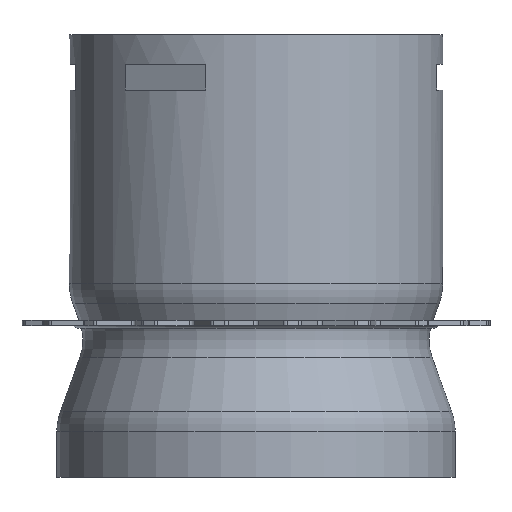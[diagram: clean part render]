
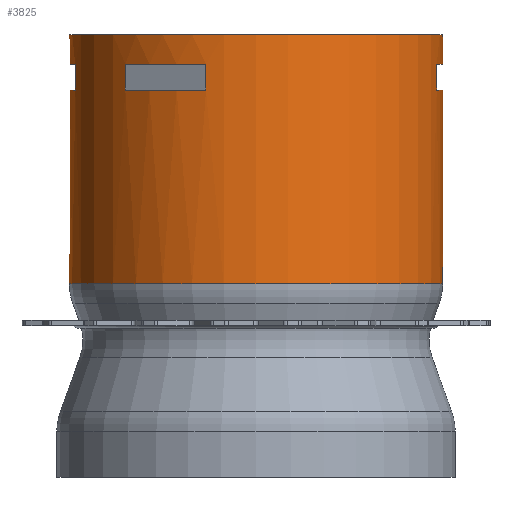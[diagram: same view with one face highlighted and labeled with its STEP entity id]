
A CAD part, front view. The second image highlights one B-rep face of the part: STEP entity #3825.
In plain terms, the highlighted cylindrical face has radius 506 mm (diameter 1012 mm), a full revolution.
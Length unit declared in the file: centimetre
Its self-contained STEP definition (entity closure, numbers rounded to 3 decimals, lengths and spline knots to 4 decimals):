
#20=FACE_BOUND('',#691,.T.);
#21=FACE_BOUND('',#692,.T.);
#22=FACE_BOUND('',#693,.T.);
#41=CYLINDRICAL_SURFACE('',#4102,50.6);
#143=CIRCLE('',#4029,50.6);
#144=CIRCLE('',#4032,50.6);
#145=CIRCLE('',#4035,50.6);
#146=CIRCLE('',#4036,50.6);
#147=CIRCLE('',#4039,50.6);
#148=CIRCLE('',#4042,50.6);
#149=CIRCLE('',#4044,50.6);
#150=CIRCLE('',#4046,50.6);
#151=CIRCLE('',#4047,50.6);
#152=CIRCLE('',#4049,50.6);
#169=CIRCLE('',#4079,50.6);
#186=CIRCLE('',#4103,50.6);
#187=CIRCLE('',#4104,50.6);
#475=FACE_OUTER_BOUND('',#690,.T.);
#690=EDGE_LOOP('',(#2825,#2826,#2827,#2828,#2829,#2830,#2831,#2832,#2833,
#2834,#2835,#2836,#2837));
#691=EDGE_LOOP('',(#2838,#2839,#2840,#2841));
#692=EDGE_LOOP('',(#2842,#2843,#2844,#2845));
#693=EDGE_LOOP('',(#2846,#2847,#2848,#2849));
#919=LINE('',#5905,#1254);
#920=LINE('',#5907,#1255);
#925=LINE('',#5920,#1260);
#926=LINE('',#5922,#1261);
#931=LINE('',#5937,#1266);
#932=LINE('',#5939,#1267);
#937=LINE('',#5952,#1272);
#938=LINE('',#5954,#1273);
#961=LINE('',#6075,#1296);
#962=LINE('',#6076,#1297);
#1254=VECTOR('',#4634,1.);
#1255=VECTOR('',#4635,1.);
#1260=VECTOR('',#4646,1.);
#1261=VECTOR('',#4647,1.);
#1266=VECTOR('',#4660,1.);
#1267=VECTOR('',#4661,1.);
#1272=VECTOR('',#4672,1.);
#1273=VECTOR('',#4673,1.);
#1296=VECTOR('',#4824,50.6);
#1297=VECTOR('',#4825,50.6);
#1570=VERTEX_POINT('',#5897);
#1571=VERTEX_POINT('',#5898);
#1573=VERTEX_POINT('',#5904);
#1574=VERTEX_POINT('',#5906);
#1576=VERTEX_POINT('',#5912);
#1577=VERTEX_POINT('',#5913);
#1579=VERTEX_POINT('',#5919);
#1580=VERTEX_POINT('',#5921);
#1582=VERTEX_POINT('',#5927);
#1583=VERTEX_POINT('',#5928);
#1584=VERTEX_POINT('',#5930);
#1586=VERTEX_POINT('',#5936);
#1587=VERTEX_POINT('',#5938);
#1589=VERTEX_POINT('',#5944);
#1590=VERTEX_POINT('',#5945);
#1592=VERTEX_POINT('',#5951);
#1593=VERTEX_POINT('',#5953);
#1595=VERTEX_POINT('',#5963);
#1612=VERTEX_POINT('',#6029);
#1626=VERTEX_POINT('',#6071);
#1627=VERTEX_POINT('',#6072);
#1989=EDGE_CURVE('',#1570,#1571,#143,.T.);
#1992=EDGE_CURVE('',#1573,#1570,#919,.T.);
#1993=EDGE_CURVE('',#1571,#1574,#920,.T.);
#1996=EDGE_CURVE('',#1576,#1577,#144,.T.);
#1999=EDGE_CURVE('',#1579,#1576,#925,.T.);
#2000=EDGE_CURVE('',#1577,#1580,#926,.T.);
#2003=EDGE_CURVE('',#1582,#1583,#145,.T.);
#2004=EDGE_CURVE('',#1583,#1584,#146,.T.);
#2007=EDGE_CURVE('',#1586,#1582,#931,.T.);
#2008=EDGE_CURVE('',#1584,#1587,#932,.T.);
#2011=EDGE_CURVE('',#1589,#1590,#147,.T.);
#2014=EDGE_CURVE('',#1592,#1589,#937,.T.);
#2015=EDGE_CURVE('',#1590,#1593,#938,.T.);
#2018=EDGE_CURVE('',#1574,#1573,#148,.T.);
#2019=EDGE_CURVE('',#1580,#1579,#149,.T.);
#2020=EDGE_CURVE('',#1587,#1595,#150,.T.);
#2021=EDGE_CURVE('',#1595,#1586,#151,.T.);
#2022=EDGE_CURVE('',#1593,#1592,#152,.T.);
#2055=EDGE_CURVE('',#1612,#1612,#169,.T.);
#2076=EDGE_CURVE('',#1626,#1627,#186,.T.);
#2077=EDGE_CURVE('',#1627,#1626,#187,.T.);
#2078=EDGE_CURVE('',#1627,#1583,#961,.T.);
#2079=EDGE_CURVE('',#1595,#1612,#962,.T.);
#2825=ORIENTED_EDGE('',*,*,#2076,.F.);
#2826=ORIENTED_EDGE('',*,*,#2077,.F.);
#2827=ORIENTED_EDGE('',*,*,#2078,.T.);
#2828=ORIENTED_EDGE('',*,*,#2003,.F.);
#2829=ORIENTED_EDGE('',*,*,#2007,.F.);
#2830=ORIENTED_EDGE('',*,*,#2021,.F.);
#2831=ORIENTED_EDGE('',*,*,#2079,.T.);
#2832=ORIENTED_EDGE('',*,*,#2055,.F.);
#2833=ORIENTED_EDGE('',*,*,#2079,.F.);
#2834=ORIENTED_EDGE('',*,*,#2020,.F.);
#2835=ORIENTED_EDGE('',*,*,#2008,.F.);
#2836=ORIENTED_EDGE('',*,*,#2004,.F.);
#2837=ORIENTED_EDGE('',*,*,#2078,.F.);
#2838=ORIENTED_EDGE('',*,*,#2015,.F.);
#2839=ORIENTED_EDGE('',*,*,#2011,.F.);
#2840=ORIENTED_EDGE('',*,*,#2014,.F.);
#2841=ORIENTED_EDGE('',*,*,#2022,.F.);
#2842=ORIENTED_EDGE('',*,*,#2000,.F.);
#2843=ORIENTED_EDGE('',*,*,#1996,.F.);
#2844=ORIENTED_EDGE('',*,*,#1999,.F.);
#2845=ORIENTED_EDGE('',*,*,#2019,.F.);
#2846=ORIENTED_EDGE('',*,*,#1993,.F.);
#2847=ORIENTED_EDGE('',*,*,#1989,.F.);
#2848=ORIENTED_EDGE('',*,*,#1992,.F.);
#2849=ORIENTED_EDGE('',*,*,#2018,.F.);
#3825=ADVANCED_FACE('',(#475,#20,#21,#22),#41,.T.);
#4029=AXIS2_PLACEMENT_3D('',#5899,#4628,#4629);
#4032=AXIS2_PLACEMENT_3D('',#5914,#4640,#4641);
#4035=AXIS2_PLACEMENT_3D('',#5929,#4652,#4653);
#4036=AXIS2_PLACEMENT_3D('',#5931,#4654,#4655);
#4039=AXIS2_PLACEMENT_3D('',#5946,#4666,#4667);
#4042=AXIS2_PLACEMENT_3D('',#5959,#4678,#4679);
#4044=AXIS2_PLACEMENT_3D('',#5961,#4682,#4683);
#4046=AXIS2_PLACEMENT_3D('',#5964,#4686,#4687);
#4047=AXIS2_PLACEMENT_3D('',#5965,#4688,#4689);
#4049=AXIS2_PLACEMENT_3D('',#5967,#4692,#4693);
#4079=AXIS2_PLACEMENT_3D('',#6030,#4768,#4769);
#4102=AXIS2_PLACEMENT_3D('',#6070,#4818,#4819);
#4103=AXIS2_PLACEMENT_3D('',#6073,#4820,#4821);
#4104=AXIS2_PLACEMENT_3D('',#6074,#4822,#4823);
#4628=DIRECTION('center_axis',(0.,0.,1.));
#4629=DIRECTION('ref_axis',(1.,0.,0.));
#4634=DIRECTION('',(0.,0.,-1.));
#4635=DIRECTION('',(0.,0.,1.));
#4640=DIRECTION('center_axis',(0.,0.,1.));
#4641=DIRECTION('ref_axis',(1.,0.,0.));
#4646=DIRECTION('',(0.,0.,-1.));
#4647=DIRECTION('',(0.,0.,1.));
#4652=DIRECTION('center_axis',(0.,0.,1.));
#4653=DIRECTION('ref_axis',(1.,0.,0.));
#4654=DIRECTION('center_axis',(0.,0.,1.));
#4655=DIRECTION('ref_axis',(1.,0.,0.));
#4660=DIRECTION('',(0.,0.,-1.));
#4661=DIRECTION('',(0.,0.,1.));
#4666=DIRECTION('center_axis',(0.,0.,-1.));
#4667=DIRECTION('ref_axis',(1.,0.,0.));
#4672=DIRECTION('',(0.,0.,1.));
#4673=DIRECTION('',(0.,0.,-1.));
#4678=DIRECTION('center_axis',(0.,0.,-1.));
#4679=DIRECTION('ref_axis',(1.,0.,0.));
#4682=DIRECTION('center_axis',(0.,0.,-1.));
#4683=DIRECTION('ref_axis',(1.,0.,0.));
#4686=DIRECTION('center_axis',(0.,0.,-1.));
#4687=DIRECTION('ref_axis',(1.,0.,0.));
#4688=DIRECTION('center_axis',(0.,0.,-1.));
#4689=DIRECTION('ref_axis',(1.,0.,0.));
#4692=DIRECTION('center_axis',(0.,0.,1.));
#4693=DIRECTION('ref_axis',(1.,0.,0.));
#4768=DIRECTION('center_axis',(0.,0.,1.));
#4769=DIRECTION('ref_axis',(1.,0.,0.));
#4818=DIRECTION('center_axis',(0.,0.,-1.));
#4819=DIRECTION('ref_axis',(-1.,0.,0.));
#4820=DIRECTION('center_axis',(0.,0.,-1.));
#4821=DIRECTION('ref_axis',(1.,0.,0.));
#4822=DIRECTION('center_axis',(0.,0.,-1.));
#4823=DIRECTION('ref_axis',(1.,0.,0.));
#4824=DIRECTION('',(0.,0.,1.));
#4825=DIRECTION('',(0.,0.,1.));
#5897=CARTESIAN_POINT('',(-35.4325,-36.1234,105.));
#5898=CARTESIAN_POINT('',(-13.5675,-48.7471,105.));
#5899=CARTESIAN_POINT('Origin',(0.,0.,105.));
#5904=CARTESIAN_POINT('',(-35.4325,-36.1234,112.));
#5905=CARTESIAN_POINT('',(-35.4325,-36.1234,70.));
#5906=CARTESIAN_POINT('',(-13.5675,-48.7471,112.));
#5907=CARTESIAN_POINT('',(-13.5675,-48.7471,70.));
#5912=CARTESIAN_POINT('',(-13.5675,48.7471,105.));
#5913=CARTESIAN_POINT('',(-35.4325,36.1234,105.));
#5914=CARTESIAN_POINT('Origin',(0.,0.,105.));
#5919=CARTESIAN_POINT('',(-13.5675,48.7471,112.));
#5920=CARTESIAN_POINT('',(-13.5675,48.7471,70.));
#5921=CARTESIAN_POINT('',(-35.4325,36.1234,112.));
#5922=CARTESIAN_POINT('',(-35.4325,36.1234,70.));
#5927=CARTESIAN_POINT('',(49.,-12.6238,105.));
#5928=CARTESIAN_POINT('',(50.6,0.,105.));
#5929=CARTESIAN_POINT('Origin',(0.,0.,105.));
#5930=CARTESIAN_POINT('',(49.,12.6238,105.));
#5931=CARTESIAN_POINT('Origin',(0.,0.,105.));
#5936=CARTESIAN_POINT('',(49.,-12.6238,112.));
#5937=CARTESIAN_POINT('',(49.,-12.6238,70.));
#5938=CARTESIAN_POINT('',(49.,12.6238,112.));
#5939=CARTESIAN_POINT('',(49.,12.6238,70.));
#5944=CARTESIAN_POINT('',(-49.,-12.6238,112.));
#5945=CARTESIAN_POINT('',(-49.,12.6238,112.));
#5946=CARTESIAN_POINT('Origin',(0.,0.,112.));
#5951=CARTESIAN_POINT('',(-49.,-12.6238,105.));
#5952=CARTESIAN_POINT('',(-49.,-12.6238,70.));
#5953=CARTESIAN_POINT('',(-49.,12.6238,105.));
#5954=CARTESIAN_POINT('',(-49.,12.6238,70.));
#5959=CARTESIAN_POINT('Origin',(0.,0.,112.));
#5961=CARTESIAN_POINT('Origin',(0.,0.,112.));
#5963=CARTESIAN_POINT('',(50.6,0.,112.));
#5964=CARTESIAN_POINT('Origin',(0.,0.,112.));
#5965=CARTESIAN_POINT('Origin',(0.,0.,112.));
#5967=CARTESIAN_POINT('Origin',(0.,0.,105.));
#6029=CARTESIAN_POINT('',(50.6,0.,120.));
#6030=CARTESIAN_POINT('Origin',(0.,0.,120.));
#6070=CARTESIAN_POINT('Origin',(0.,0.,71.2343));
#6071=CARTESIAN_POINT('',(0.,-50.6,52.4686));
#6072=CARTESIAN_POINT('',(50.6,0.,52.4686));
#6073=CARTESIAN_POINT('Origin',(0.,0.,52.4686));
#6074=CARTESIAN_POINT('Origin',(0.,0.,52.4686));
#6075=CARTESIAN_POINT('',(50.6,0.,71.2343));
#6076=CARTESIAN_POINT('',(50.6,0.,71.2343));
